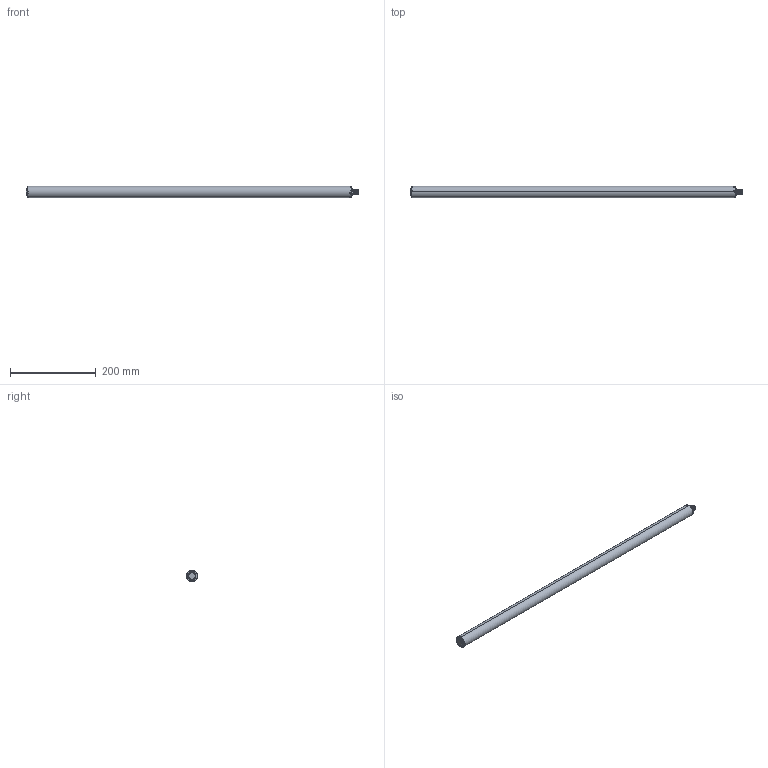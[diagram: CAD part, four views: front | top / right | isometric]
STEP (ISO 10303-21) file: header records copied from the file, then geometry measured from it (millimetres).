
FILE_DESCRIPTION((''),'2;1');
FILE_NAME('185265_SM01_ASM','2022-12-13T16:08:24',('PDMAdmin'),('BANNER ENGINEERING'),'CREO PARAMETRIC BY PTC INC, 2019292','CREO PARAMETRIC BY PTC INC, 2019292','');
FILE_SCHEMA(('CONFIG_CONTROL_DESIGN'));
Length unit declared in the file: millimetre
Products named in the file (2): 185265_EP01; 185265_SM01_ASM
Assembly tree (1 placements, depth 2):
  185265_SM01_ASM
    185265_EP01
Bounding box: 774.5 x 27 x 27 mm (x, y, z)
Volume: 434700.9 mm3; surface area: 66938.2 mm2
Topology: 1 solids, 1 shells, 170 faces, 473 edges, 313 vertices
Faces by surface type: cylinder 72, bspline 54, plane 21, torus 16, cone 4, sphere 2, extrusion 1
Entity records: 11585 total; most frequent: CARTESIAN_POINT 7529, ORIENTED_EDGE 942, DIRECTION 691, EDGE_CURVE 471, VERTEX_POINT 313, AXIS2_PLACEMENT_3D 275, EDGE_LOOP 180, B_SPLINE_CURVE_WITH_KNOTS 175
